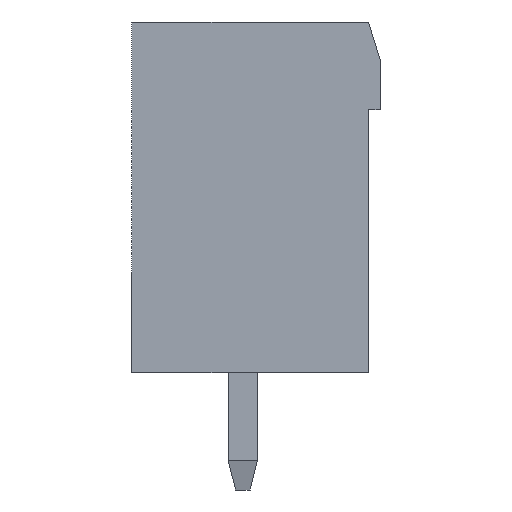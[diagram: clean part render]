
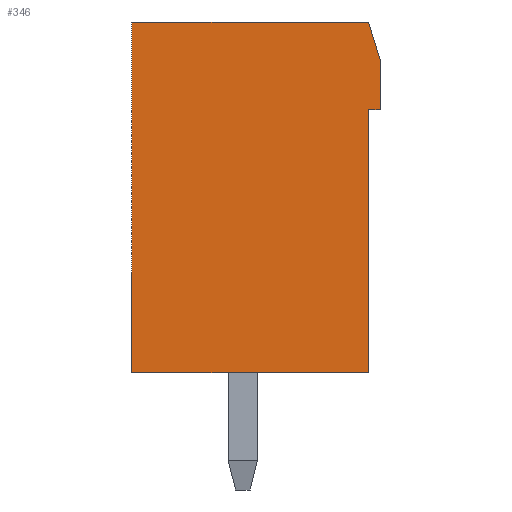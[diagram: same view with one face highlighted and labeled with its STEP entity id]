
A CAD part, left-side view. The second image highlights one B-rep face of the part: STEP entity #346.
In plain terms, the highlighted planar face has unit normal (-1, 0, 0).
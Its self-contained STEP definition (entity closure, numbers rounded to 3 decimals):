
#346 = ADVANCED_FACE( '', ( #813 ), #814, .T. );
#813 = FACE_OUTER_BOUND( '', #1435, .T. );
#814 = PLANE( '', #1436 );
#1435 = EDGE_LOOP( '', ( #2217, #2218, #2219, #2220, #2221, #2222, #2223 ) );
#1436 = AXIS2_PLACEMENT_3D( '', #2224, #2225, #2226 );
#2217 = ORIENTED_EDGE( '', *, *, #4008, .T. );
#2218 = ORIENTED_EDGE( '', *, *, #4009, .T. );
#2219 = ORIENTED_EDGE( '', *, *, #3855, .T. );
#2220 = ORIENTED_EDGE( '', *, *, #4010, .T. );
#2221 = ORIENTED_EDGE( '', *, *, #4011, .T. );
#2222 = ORIENTED_EDGE( '', *, *, #4012, .T. );
#2223 = ORIENTED_EDGE( '', *, *, #3921, .T. );
#2224 = CARTESIAN_POINT( '', ( -19.05, 0., 0. ) );
#2225 = DIRECTION( '', ( -1., 0., 0. ) );
#2226 = DIRECTION( '', ( 0., 0., 1. ) );
#3855 = EDGE_CURVE( '', #4606, #4607, #4608, .T. );
#3921 = EDGE_CURVE( '', #4726, #4727, #4728, .T. );
#4008 = EDGE_CURVE( '', #4727, #4881, #4882, .T. );
#4009 = EDGE_CURVE( '', #4881, #4606, #4883, .T. );
#4010 = EDGE_CURVE( '', #4607, #4884, #4885, .T. );
#4011 = EDGE_CURVE( '', #4884, #4886, #4887, .T. );
#4012 = EDGE_CURVE( '', #4886, #4726, #4888, .T. );
#4606 = VERTEX_POINT( '', #5716 );
#4607 = VERTEX_POINT( '', #5717 );
#4608 = LINE( '', #5718, #5719 );
#4726 = VERTEX_POINT( '', #5892 );
#4727 = VERTEX_POINT( '', #5893 );
#4728 = LINE( '', #5894, #5895 );
#4881 = VERTEX_POINT( '', #6106 );
#4882 = LINE( '', #6107, #6108 );
#4883 = LINE( '', #6109, #6110 );
#4884 = VERTEX_POINT( '', #6111 );
#4885 = LINE( '', #6112, #6113 );
#4886 = VERTEX_POINT( '', #6114 );
#4887 = LINE( '', #6115, #6116 );
#4888 = LINE( '', #6117, #6118 );
#5716 = CARTESIAN_POINT( '', ( -19.05, 4.05, 6. ) );
#5717 = CARTESIAN_POINT( '', ( -19.05, 4.05, -6. ) );
#5718 = CARTESIAN_POINT( '', ( -19.05, 4.05, 6. ) );
#5719 = VECTOR( '', #7303, 1000. );
#5892 = CARTESIAN_POINT( '', ( -19.05, -4.45, 3. ) );
#5893 = CARTESIAN_POINT( '', ( -19.05, -4.45, 4.7 ) );
#5894 = CARTESIAN_POINT( '', ( -19.05, -4.45, 3. ) );
#5895 = VECTOR( '', #7362, 1000. );
#6106 = CARTESIAN_POINT( '', ( -19.05, -4.05, 6. ) );
#6107 = CARTESIAN_POINT( '', ( -19.05, -4.45, 4.7 ) );
#6108 = VECTOR( '', #7466, 1000. );
#6109 = CARTESIAN_POINT( '', ( -19.05, -4.05, 6. ) );
#6110 = VECTOR( '', #7467, 1000. );
#6111 = CARTESIAN_POINT( '', ( -19.05, -4.05, -6. ) );
#6112 = CARTESIAN_POINT( '', ( -19.05, 4.05, -6. ) );
#6113 = VECTOR( '', #7468, 1000. );
#6114 = CARTESIAN_POINT( '', ( -19.05, -4.05, 3. ) );
#6115 = CARTESIAN_POINT( '', ( -19.05, -4.05, -6. ) );
#6116 = VECTOR( '', #7469, 1000. );
#6117 = CARTESIAN_POINT( '', ( -19.05, -4.05, 3. ) );
#6118 = VECTOR( '', #7470, 1000. );
#7303 = DIRECTION( '', ( 0., 0., -1. ) );
#7362 = DIRECTION( '', ( 0., 0., 1. ) );
#7466 = DIRECTION( '', ( 0., 0.294, 0.956 ) );
#7467 = DIRECTION( '', ( 0., 1., 0. ) );
#7468 = DIRECTION( '', ( 0., -1., 0. ) );
#7469 = DIRECTION( '', ( 0., 0., 1. ) );
#7470 = DIRECTION( '', ( 0., -1., 0. ) );
